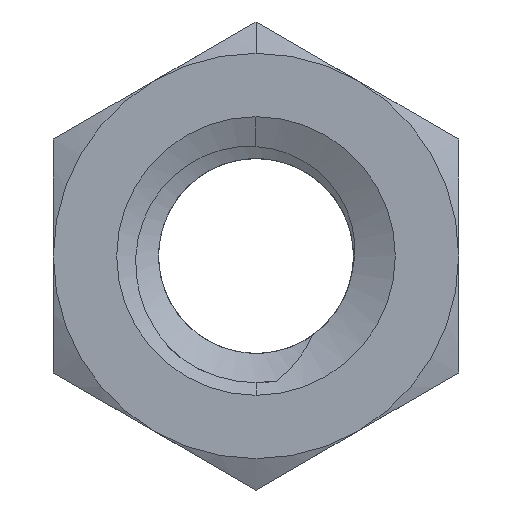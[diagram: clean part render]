
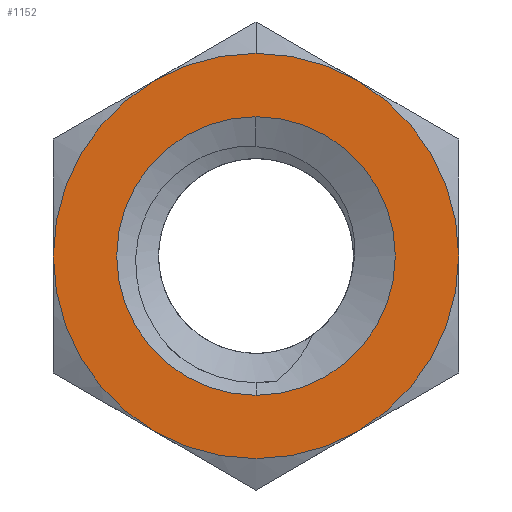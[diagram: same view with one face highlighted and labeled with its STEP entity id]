
A CAD part, front view. The second image highlights one B-rep face of the part: STEP entity #1152.
In plain terms, the highlighted planar face has unit normal (0, -1, 0).
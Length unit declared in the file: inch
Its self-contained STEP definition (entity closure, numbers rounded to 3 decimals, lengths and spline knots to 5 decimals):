
#9 = CARTESIAN_POINT ( 'NONE',  ( -0.125, 0., 0.21651 ) ) ;
#75 = DIRECTION ( 'NONE',  ( 0., 1., 0. ) ) ;
#126 = CARTESIAN_POINT ( 'NONE',  ( 0.125, 0., 0.21651 ) ) ;
#131 = VERTEX_POINT ( 'NONE', #126 ) ;
#163 = VERTEX_POINT ( 'NONE', #2534 ) ;
#164 = DIRECTION ( 'NONE',  ( 0., -1., 0. ) ) ;
#183 = CIRCLE ( 'NONE', #789, 0.25 ) ;
#218 = CIRCLE ( 'NONE', #994, 0.25 ) ;
#249 = DIRECTION ( 'NONE',  ( 0., -1., 0. ) ) ;
#288 = FACE_OUTER_BOUND ( 'NONE', #2799, .T. ) ;
#341 = DIRECTION ( 'NONE',  ( 0., 0., -1. ) ) ;
#344 = DIRECTION ( 'NONE',  ( 0., 0., -1. ) ) ;
#383 = CIRCLE ( 'NONE', #866, 0.25 ) ;
#395 = AXIS2_PLACEMENT_3D ( 'NONE', #1472, #164, #344 ) ;
#415 = DIRECTION ( 'NONE',  ( 0., -1., 0. ) ) ;
#498 = VERTEX_POINT ( 'NONE', #1470 ) ;
#521 = CIRCLE ( 'NONE', #2172, 0.25 ) ;
#553 = EDGE_CURVE ( 'NONE', #1171, #675, #521, .T. ) ;
#572 = DIRECTION ( 'NONE',  ( 0., 0., -1. ) ) ;
#573 = CARTESIAN_POINT ( 'NONE',  ( 0., 0., 0.17188 ) ) ;
#594 = VERTEX_POINT ( 'NONE', #1855 ) ;
#608 = DIRECTION ( 'NONE',  ( 0., -1., 0. ) ) ;
#672 = DIRECTION ( 'NONE',  ( 0., 0., -1. ) ) ;
#675 = VERTEX_POINT ( 'NONE', #817 ) ;
#676 = EDGE_CURVE ( 'NONE', #1393, #498, #383, .T. ) ;
#703 = ORIENTED_EDGE ( 'NONE', *, *, #676, .T. ) ;
#717 = VERTEX_POINT ( 'NONE', #2812 ) ;
#776 = ORIENTED_EDGE ( 'NONE', *, *, #1107, .T. ) ;
#783 = DIRECTION ( 'NONE',  ( 0., -1., 0. ) ) ;
#789 = AXIS2_PLACEMENT_3D ( 'NONE', #2741, #783, #1466 ) ;
#817 = CARTESIAN_POINT ( 'NONE',  ( -0.25, 0., 0. ) ) ;
#840 = CIRCLE ( 'NONE', #2451, 0.25 ) ;
#866 = AXIS2_PLACEMENT_3D ( 'NONE', #1257, #2372, #2782 ) ;
#891 = CARTESIAN_POINT ( 'NONE',  ( 0., 0., 0. ) ) ;
#946 = CARTESIAN_POINT ( 'NONE',  ( 0., 0., 0. ) ) ;
#991 = DIRECTION ( 'NONE',  ( 0., -1., 0. ) ) ;
#994 = AXIS2_PLACEMENT_3D ( 'NONE', #1267, #608, #572 ) ;
#1003 = FACE_BOUND ( 'NONE', #2548, .T. ) ;
#1032 = CARTESIAN_POINT ( 'NONE',  ( 0., 0., 0. ) ) ;
#1079 = PLANE ( 'NONE',  #1480 ) ;
#1090 = ORIENTED_EDGE ( 'NONE', *, *, #1845, .T. ) ;
#1095 = CIRCLE ( 'NONE', #1317, 0.17188 ) ;
#1107 = EDGE_CURVE ( 'NONE', #163, #131, #1540, .T. ) ;
#1152 = ADVANCED_FACE ( 'NONE', ( #288, #1003 ), #1079, .T. ) ;
#1171 = VERTEX_POINT ( 'NONE', #9 ) ;
#1243 = ORIENTED_EDGE ( 'NONE', *, *, #2573, .T. ) ;
#1257 = CARTESIAN_POINT ( 'NONE',  ( 0., 0., 0. ) ) ;
#1267 = CARTESIAN_POINT ( 'NONE',  ( 0., 0., 0. ) ) ;
#1299 = CIRCLE ( 'NONE', #395, 0.25 ) ;
#1300 = CARTESIAN_POINT ( 'NONE',  ( 0., 0., 0. ) ) ;
#1317 = AXIS2_PLACEMENT_3D ( 'NONE', #1032, #2777, #1898 ) ;
#1393 = VERTEX_POINT ( 'NONE', #1964 ) ;
#1466 = DIRECTION ( 'NONE',  ( 0., 0., -1. ) ) ;
#1470 = CARTESIAN_POINT ( 'NONE',  ( 0.125, 0., -0.21651 ) ) ;
#1472 = CARTESIAN_POINT ( 'NONE',  ( 0., 0., 0. ) ) ;
#1480 = AXIS2_PLACEMENT_3D ( 'NONE', #2142, #415, #1728 ) ;
#1522 = ORIENTED_EDGE ( 'NONE', *, *, #2739, .T. ) ;
#1540 = CIRCLE ( 'NONE', #2602, 0.25 ) ;
#1723 = EDGE_CURVE ( 'NONE', #675, #1393, #218, .T. ) ;
#1728 = DIRECTION ( 'NONE',  ( 0., 0., -1. ) ) ;
#1751 = ORIENTED_EDGE ( 'NONE', *, *, #2623, .T. ) ;
#1845 = EDGE_CURVE ( 'NONE', #2687, #717, #1906, .T. ) ;
#1855 = CARTESIAN_POINT ( 'NONE',  ( 0., 0., 0.25 ) ) ;
#1898 = DIRECTION ( 'NONE',  ( 0., 0., 1. ) ) ;
#1906 = CIRCLE ( 'NONE', #2061, 0.17188 ) ;
#1945 = DIRECTION ( 'NONE',  ( 0., 0., -1. ) ) ;
#1964 = CARTESIAN_POINT ( 'NONE',  ( -0.125, 0., -0.21651 ) ) ;
#2029 = EDGE_CURVE ( 'NONE', #594, #1171, #1299, .T. ) ;
#2061 = AXIS2_PLACEMENT_3D ( 'NONE', #946, #75, #2267 ) ;
#2142 = CARTESIAN_POINT ( 'NONE',  ( 0.25, 0., -0.14434 ) ) ;
#2172 = AXIS2_PLACEMENT_3D ( 'NONE', #2284, #991, #341 ) ;
#2267 = DIRECTION ( 'NONE',  ( 0., 0., 1. ) ) ;
#2284 = CARTESIAN_POINT ( 'NONE',  ( 0., 0., 0. ) ) ;
#2303 = ORIENTED_EDGE ( 'NONE', *, *, #553, .T. ) ;
#2372 = DIRECTION ( 'NONE',  ( 0., -1., 0. ) ) ;
#2383 = DIRECTION ( 'NONE',  ( 0., -1., 0. ) ) ;
#2451 = AXIS2_PLACEMENT_3D ( 'NONE', #891, #249, #672 ) ;
#2534 = CARTESIAN_POINT ( 'NONE',  ( 0.25, 0., 0. ) ) ;
#2548 = EDGE_LOOP ( 'NONE', ( #1751, #1090 ) ) ;
#2573 = EDGE_CURVE ( 'NONE', #498, #163, #183, .T. ) ;
#2602 = AXIS2_PLACEMENT_3D ( 'NONE', #1300, #2383, #1945 ) ;
#2623 = EDGE_CURVE ( 'NONE', #717, #2687, #1095, .T. ) ;
#2687 = VERTEX_POINT ( 'NONE', #573 ) ;
#2715 = ORIENTED_EDGE ( 'NONE', *, *, #2029, .T. ) ;
#2739 = EDGE_CURVE ( 'NONE', #131, #594, #840, .T. ) ;
#2741 = CARTESIAN_POINT ( 'NONE',  ( 0., 0., 0. ) ) ;
#2777 = DIRECTION ( 'NONE',  ( 0., 1., 0. ) ) ;
#2782 = DIRECTION ( 'NONE',  ( 0., 0., -1. ) ) ;
#2799 = EDGE_LOOP ( 'NONE', ( #2830, #703, #1243, #776, #1522, #2715, #2303 ) ) ;
#2812 = CARTESIAN_POINT ( 'NONE',  ( 0., 0., -0.17188 ) ) ;
#2830 = ORIENTED_EDGE ( 'NONE', *, *, #1723, .T. ) ;
